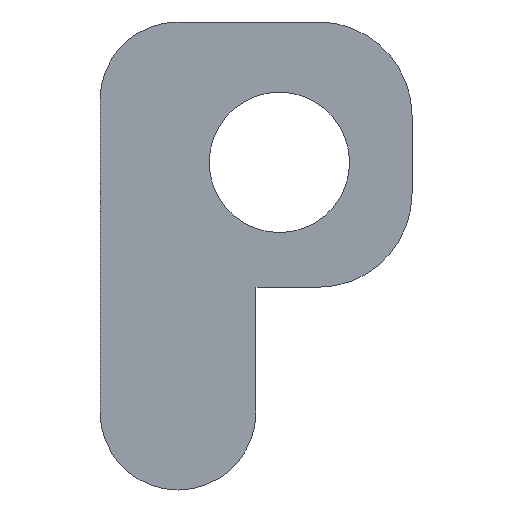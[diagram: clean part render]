
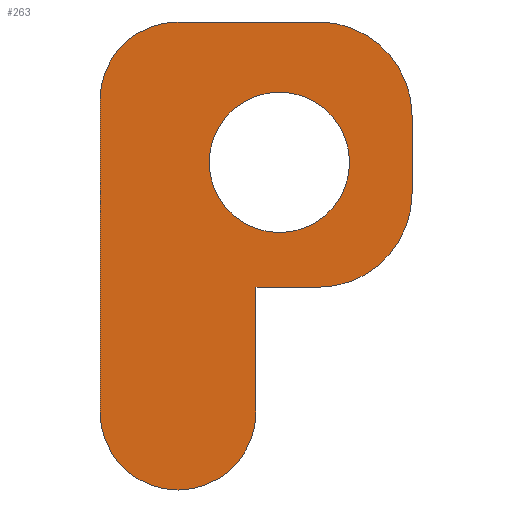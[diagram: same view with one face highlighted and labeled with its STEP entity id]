
A CAD part, left-side view. The second image highlights one B-rep face of the part: STEP entity #263.
In plain terms, the highlighted planar face has unit normal (-1, 0, 0).
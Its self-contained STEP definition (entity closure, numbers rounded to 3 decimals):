
#1 = CARTESIAN_POINT ( 'NONE',  ( 9., 4., 67.5 ) ) ;
#7 = CARTESIAN_POINT ( 'NONE',  ( 9., 15., 71.5 ) ) ;
#11 = DIRECTION ( 'NONE',  ( -1., 0., 0. ) ) ;
#27 = VECTOR ( 'NONE', #427, 1000. ) ;
#30 = CARTESIAN_POINT ( 'NONE',  ( 9., 6., 70.5 ) ) ;
#37 = EDGE_CURVE ( 'NONE', #100, #533, #97, .T. ) ;
#40 = EDGE_CURVE ( 'NONE', #75, #392, #78, .T. ) ;
#41 = DIRECTION ( 'NONE',  ( 0., 1., 0. ) ) ;
#43 = DIRECTION ( 'NONE',  ( 1., 0., 0. ) ) ;
#51 = CARTESIAN_POINT ( 'NONE',  ( 9., 13., 67.5 ) ) ;
#74 = DIRECTION ( 'NONE',  ( 0., 1., 0. ) ) ;
#75 = VERTEX_POINT ( 'NONE', #268 ) ;
#78 = LINE ( 'NONE', #170, #459 ) ;
#81 = DIRECTION ( 'NONE',  ( -1., 0., 0. ) ) ;
#83 = DIRECTION ( 'NONE',  ( 0., 1., 0. ) ) ;
#86 = VECTOR ( 'NONE', #507, 1000. ) ;
#87 = PLANE ( 'NONE',  #323 ) ;
#96 = CIRCLE ( 'NONE', #448, 6. ) ;
#97 = CIRCLE ( 'NONE', #195, 5. ) ;
#99 = CARTESIAN_POINT ( 'NONE',  ( 9., 6., 59.5 ) ) ;
#100 = VERTEX_POINT ( 'NONE', #546 ) ;
#102 = EDGE_CURVE ( 'NONE', #157, #569, #209, .T. ) ;
#114 = VERTEX_POINT ( 'NONE', #504 ) ;
#115 = EDGE_CURVE ( 'NONE', #575, #581, #96, .T. ) ;
#116 = CARTESIAN_POINT ( 'NONE',  ( 9., 20., 76.5 ) ) ;
#126 = CARTESIAN_POINT ( 'NONE',  ( 9., 8.5, 67.5 ) ) ;
#127 = CIRCLE ( 'NONE', #406, 5. ) ;
#133 = LINE ( 'NONE', #177, #86 ) ;
#136 = VERTEX_POINT ( 'NONE', #264 ) ;
#146 = ORIENTED_EDGE ( 'NONE', *, *, #102, .T. ) ;
#157 = VERTEX_POINT ( 'NONE', #51 ) ;
#163 = CARTESIAN_POINT ( 'NONE',  ( 9., 8.5, 67.5 ) ) ;
#165 = VERTEX_POINT ( 'NONE', #599 ) ;
#170 = CARTESIAN_POINT ( 'NONE',  ( 9., 20., 46.5 ) ) ;
#177 = CARTESIAN_POINT ( 'NONE',  ( 9., 0., 76.5 ) ) ;
#186 = EDGE_CURVE ( 'NONE', #165, #581, #133, .T. ) ;
#190 = CARTESIAN_POINT ( 'NONE',  ( 9., 0., 65.5 ) ) ;
#193 = DIRECTION ( 'NONE',  ( 0., 1., 0. ) ) ;
#195 = AXIS2_PLACEMENT_3D ( 'NONE', #415, #81, #588 ) ;
#203 = LINE ( 'NONE', #116, #386 ) ;
#209 = CIRCLE ( 'NONE', #593, 4.5 ) ;
#214 = EDGE_LOOP ( 'NONE', ( #385, #350, #583, #251, #260, #262, #239, #482, #400, #281 ) ) ;
#231 = FACE_BOUND ( 'NONE', #442, .T. ) ;
#236 = EDGE_CURVE ( 'NONE', #136, #533, #369, .T. ) ;
#239 = ORIENTED_EDGE ( 'NONE', *, *, #431, .T. ) ;
#249 = DIRECTION ( 'NONE',  ( 1., 0., 0. ) ) ;
#251 = ORIENTED_EDGE ( 'NONE', *, *, #382, .F. ) ;
#252 = LINE ( 'NONE', #444, #416 ) ;
#258 = AXIS2_PLACEMENT_3D ( 'NONE', #30, #357, #584 ) ;
#260 = ORIENTED_EDGE ( 'NONE', *, *, #115, .T. ) ;
#262 = ORIENTED_EDGE ( 'NONE', *, *, #186, .F. ) ;
#263 = ADVANCED_FACE ( 'NONE', ( #320, #231 ), #87, .F. ) ;
#264 = CARTESIAN_POINT ( 'NONE',  ( 9., 10., 59.5 ) ) ;
#267 = EDGE_CURVE ( 'NONE', #540, #392, #127, .T. ) ;
#268 = CARTESIAN_POINT ( 'NONE',  ( 9., 20., 51.5 ) ) ;
#273 = CARTESIAN_POINT ( 'NONE',  ( 9., 0., 0. ) ) ;
#280 = CARTESIAN_POINT ( 'NONE',  ( 9., 15., 51.5 ) ) ;
#281 = ORIENTED_EDGE ( 'NONE', *, *, #40, .F. ) ;
#295 = DIRECTION ( 'NONE',  ( 0., -1., 0. ) ) ;
#302 = CARTESIAN_POINT ( 'NONE',  ( 9., 20., 71.5 ) ) ;
#306 = CIRCLE ( 'NONE', #258, 6. ) ;
#312 = DIRECTION ( 'NONE',  ( 0., 0., 1. ) ) ;
#315 = DIRECTION ( 'NONE',  ( 1., 0., 0. ) ) ;
#320 = FACE_OUTER_BOUND ( 'NONE', #214, .T. ) ;
#321 = EDGE_CURVE ( 'NONE', #569, #157, #516, .T. ) ;
#323 = AXIS2_PLACEMENT_3D ( 'NONE', #273, #43, #465 ) ;
#330 = EDGE_CURVE ( 'NONE', #540, #114, #203, .T. ) ;
#339 = DIRECTION ( 'NONE',  ( 0., 1., 0. ) ) ;
#350 = ORIENTED_EDGE ( 'NONE', *, *, #37, .T. ) ;
#357 = DIRECTION ( 'NONE',  ( -1., 0., 0. ) ) ;
#369 = LINE ( 'NONE', #560, #27 ) ;
#377 = ORIENTED_EDGE ( 'NONE', *, *, #321, .T. ) ;
#382 = EDGE_CURVE ( 'NONE', #575, #136, #252, .T. ) ;
#385 = ORIENTED_EDGE ( 'NONE', *, *, #500, .T. ) ;
#386 = VECTOR ( 'NONE', #295, 1000. ) ;
#392 = VERTEX_POINT ( 'NONE', #302 ) ;
#400 = ORIENTED_EDGE ( 'NONE', *, *, #267, .T. ) ;
#406 = AXIS2_PLACEMENT_3D ( 'NONE', #7, #557, #513 ) ;
#415 = CARTESIAN_POINT ( 'NONE',  ( 9., 15., 51.5 ) ) ;
#416 = VECTOR ( 'NONE', #339, 1000. ) ;
#423 = AXIS2_PLACEMENT_3D ( 'NONE', #280, #11, #193 ) ;
#427 = DIRECTION ( 'NONE',  ( 0., 0., -1. ) ) ;
#431 = EDGE_CURVE ( 'NONE', #165, #114, #306, .T. ) ;
#442 = EDGE_LOOP ( 'NONE', ( #377, #146 ) ) ;
#444 = CARTESIAN_POINT ( 'NONE',  ( 9., 0., 59.5 ) ) ;
#448 = AXIS2_PLACEMENT_3D ( 'NONE', #501, #464, #41 ) ;
#459 = VECTOR ( 'NONE', #312, 1000. ) ;
#464 = DIRECTION ( 'NONE',  ( -1., 0., 0. ) ) ;
#465 = DIRECTION ( 'NONE',  ( 0., 1., 0. ) ) ;
#482 = ORIENTED_EDGE ( 'NONE', *, *, #330, .F. ) ;
#500 = EDGE_CURVE ( 'NONE', #75, #100, #549, .T. ) ;
#501 = CARTESIAN_POINT ( 'NONE',  ( 9., 6., 65.5 ) ) ;
#504 = CARTESIAN_POINT ( 'NONE',  ( 9., 6., 76.5 ) ) ;
#507 = DIRECTION ( 'NONE',  ( 0., 0., -1. ) ) ;
#513 = DIRECTION ( 'NONE',  ( 0., 1., 0. ) ) ;
#516 = CIRCLE ( 'NONE', #578, 4.5 ) ;
#521 = CARTESIAN_POINT ( 'NONE',  ( 9., 10., 51.5 ) ) ;
#533 = VERTEX_POINT ( 'NONE', #521 ) ;
#540 = VERTEX_POINT ( 'NONE', #598 ) ;
#546 = CARTESIAN_POINT ( 'NONE',  ( 9., 15., 46.5 ) ) ;
#549 = CIRCLE ( 'NONE', #423, 5. ) ;
#557 = DIRECTION ( 'NONE',  ( -1., 0., 0. ) ) ;
#560 = CARTESIAN_POINT ( 'NONE',  ( 9., 10., 59.5 ) ) ;
#569 = VERTEX_POINT ( 'NONE', #1 ) ;
#575 = VERTEX_POINT ( 'NONE', #99 ) ;
#578 = AXIS2_PLACEMENT_3D ( 'NONE', #163, #249, #74 ) ;
#581 = VERTEX_POINT ( 'NONE', #190 ) ;
#583 = ORIENTED_EDGE ( 'NONE', *, *, #236, .F. ) ;
#584 = DIRECTION ( 'NONE',  ( 0., 1., 0. ) ) ;
#588 = DIRECTION ( 'NONE',  ( 0., 1., 0. ) ) ;
#593 = AXIS2_PLACEMENT_3D ( 'NONE', #126, #315, #83 ) ;
#598 = CARTESIAN_POINT ( 'NONE',  ( 9., 15., 76.5 ) ) ;
#599 = CARTESIAN_POINT ( 'NONE',  ( 9., 0., 70.5 ) ) ;
